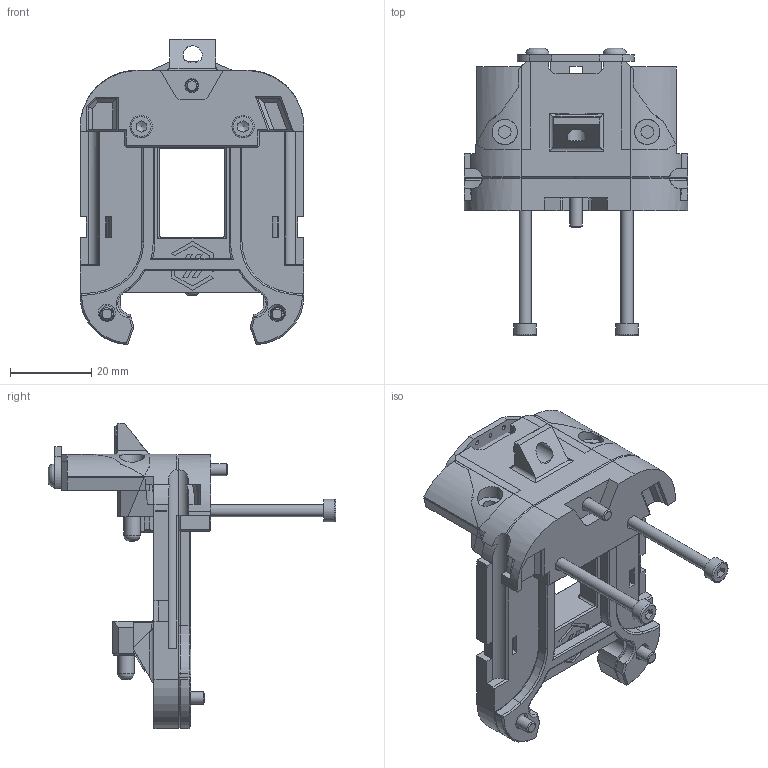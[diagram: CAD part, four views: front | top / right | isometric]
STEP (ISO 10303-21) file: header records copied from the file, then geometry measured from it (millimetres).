
FILE_DESCRIPTION(/* description */ (''),/* implementation_level */ '2;1');
FILE_NAME(/* name */ 'DragonBurner.step',/* time_stamp */ '2024-06-25T14:57:54+01:00',/* author */ (''),/* organization */ (''),/* preprocessor_version */ 'ST-DEVELOPER v20',/* originating_system */ 'Autodesk Translation Framework v13.14.0.145',/* authorisation */ '');
FILE_SCHEMA (('AUTOMOTIVE_DESIGN { 1 0 10303 214 3 1 1 }'));
Length unit declared in the file: millimetre
Products named in the file (18): DragonBurner SC V1.1R2; Backplate; Plate; Addon (1); Spacer; Hardware (2); Tap_Sensor; Board; Sensor; M3x6 BHCS (2); M3x6 FHCS (7) (1); M3x6 FHCS (7) (1) (1); Pins 4x12 Rounded; 3x6mm Magnet (1) (3) (2) (1); M3x40 SHCS (15) (1); M3 Threaded Insert (3); M3x12 BHCS (2) (1) (1); M3x10 BHCS (2) (1)
Assembly tree (23 placements, depth 4):
  DragonBurner SC V1.1R2
    Backplate
      Plate
        Addon (1)
      Spacer
    Hardware (2)
      Pins 4x12 Rounded  x3
      Tap_Sensor
        Board
        Sensor
        M3x6 BHCS (2)  x2
      M3x6 FHCS (7) (1)
      M3x6 FHCS (7) (1) (1)
      3x6mm Magnet (1) (3) (2) (1)
      M3x40 SHCS (15) (1)  x2
      M3x10 BHCS (2) (1)  x2
      M3 Threaded Insert (3)  x2
      M3x12 BHCS (2) (1) (1)
Bounding box: 55 x 70.63 x 74.93 mm (x, y, z)
Volume: 37732.8 mm3; surface area: 23668.2 mm2
Topology: 22 solids, 22 shells, 1027 faces, 2727 edges, 1781 vertices
Faces by surface type: plane 531, cylinder 219, bspline 178, cone 78, torus 21
Full cylindrical faces by diameter (mm): 0.87 x5, 1 x3, 2.7 x2, 2.8 x4, 2.9 x2, 3 x11, 3.1 x5, 3.2 x2, 3.4 x3, 3.5 x4, 4 x3, 4.1 x2, 4.25 x4, 4.7 x3, 5.5 x2, 5.54 x2, 5.7 x5, 6 x1, 6.1 x1, 6.2 x4, 6.3 x3
Entity records: 32553 total; most frequent: CARTESIAN_POINT 11424, ORIENTED_EDGE 4460, DIRECTION 4016, EDGE_CURVE 2230, VERTEX_POINT 1455, LINE 1372, VECTOR 1372, AXIS2_PLACEMENT_3D 1322
